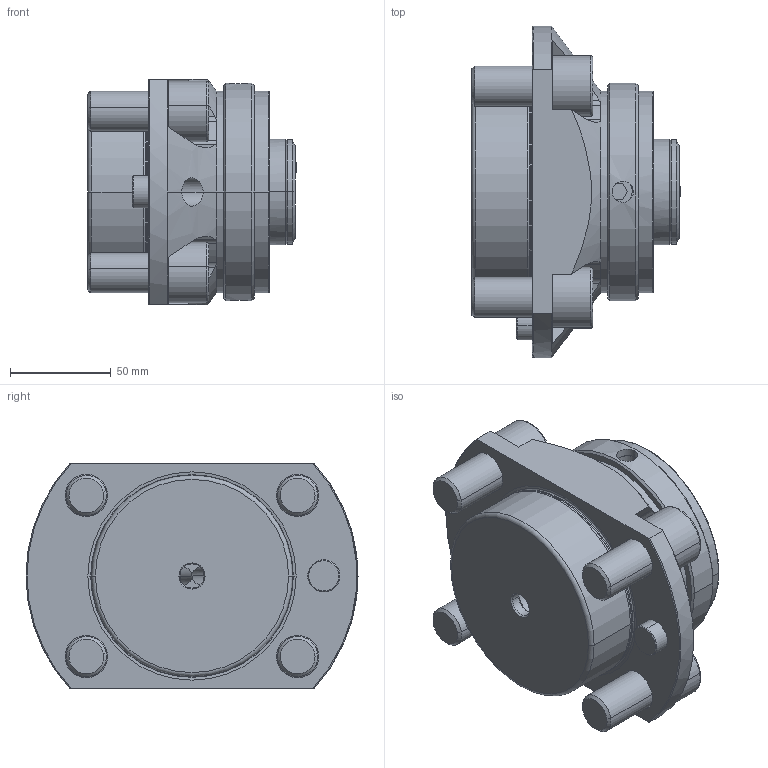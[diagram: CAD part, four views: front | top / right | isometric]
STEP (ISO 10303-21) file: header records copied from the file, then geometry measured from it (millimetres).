
FILE_DESCRIPTION (( 'STEP AP203' ), '1' );
FILE_NAME ('U10-HA0.001.060.STEP', '2014-05-05T12:29:36', ( 'baer' ), ( 'Hewlett-Packard Company' ), 'SwSTEP 2.0', 'SolidWorks 2012', '' );
FILE_SCHEMA (( 'CONFIG_CONTROL_DESIGN' ));
Length unit declared in the file: millimetre
Products named in the file (14): U10-HA0.001.060; U63-ER1.001.014_A; HA0-ER3.003.018; HA0-ER2.001.012; ISO 4762 - M20 x 40_PreviewCfg; ISO 13337 - 6 x 26; HA0-ER1.001.000; Stift0; Spindel0; Backe0; Dichtung0; O-Ring; Grundkörper0; U10-HA0.001.060_C
Assembly tree (17 placements, depth 3):
  U10-HA0.001.060
    U10-HA0.001.060_C
    HA0-ER1.001.000
      Grundkörper0
      O-Ring
      Dichtung0
      Backe0  x2
      Spindel0
      Stift0
    ISO 13337 - 6 x 26
    ISO 4762 - M20 x 40_PreviewCfg  x4
    HA0-ER2.001.012
    HA0-ER3.003.018
    U63-ER1.001.014_A
Bounding box: 103.4 x 164.9 x 111.8 mm (x, y, z)
Volume: 849278.3 mm3; surface area: 164792.6 mm2
Topology: 16 solids, 16 shells, 503 faces, 1207 edges, 742 vertices
Faces by surface type: plane 187, cylinder 176, cone 89, torus 45, bspline 6
Entity records: 15814 total; most frequent: CARTESIAN_POINT 4319, DIRECTION 2180, ORIENTED_EDGE 2006, EDGE_CURVE 1003, AXIS2_PLACEMENT_3D 874, VERTEX_POINT 631, EDGE_LOOP 474, CIRCLE 445
